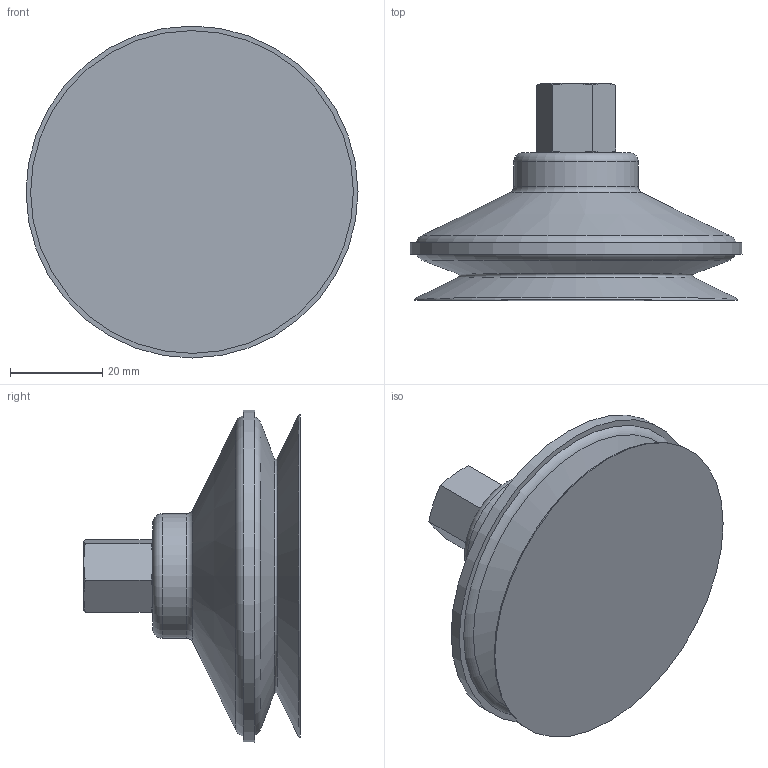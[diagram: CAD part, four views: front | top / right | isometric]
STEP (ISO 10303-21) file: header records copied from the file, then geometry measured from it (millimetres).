
FILE_DESCRIPTION(/* description */ (''),/* implementation_level */ '2;1');
FILE_NAME(/* name */ 'vf71pur_rac7r1-8h.stp',/* time_stamp */ '2020-07-16T12:28:15+02:00',/* author */ ('enginyeria'),/* organization */ (''),/* preprocessor_version */ 'ST-DEVELOPER v17',/* originating_system */ 'Autodesk Inventor 2019',/* authorisation */ '');
FILE_SCHEMA (('CONFIG_CONTROL_DESIGN'));
Length unit declared in the file: millimetre
Products named in the file (1): Pieza61
Bounding box: 72 x 47 x 72 mm (x, y, z)
Volume: 69135.5 mm3; surface area: 15458.7 mm2
Topology: 1 solids, 1 shells, 29 faces, 84 edges, 62 vertices
Faces by surface type: plane 13, torus 8, cylinder 4, cone 4
Full cylindrical faces by diameter (mm): 8.5 x1, 8.566 x1, 27 x1, 72 x1
Entity records: 1267 total; most frequent: CARTESIAN_POINT 371, DIRECTION 186, ORIENTED_EDGE 168, AXIS2_PLACEMENT_3D 86, EDGE_CURVE 84, VERTEX_POINT 62, CIRCLE 56, EDGE_LOOP 34
